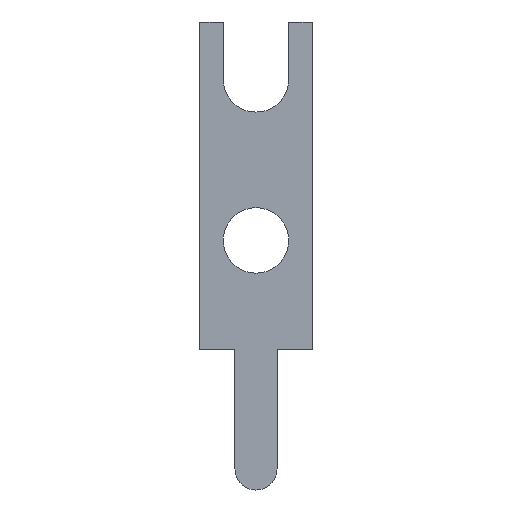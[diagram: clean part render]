
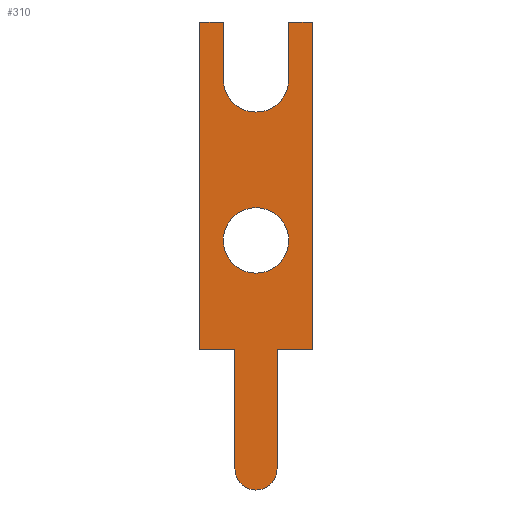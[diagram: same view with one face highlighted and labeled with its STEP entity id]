
A CAD part, front view. The second image highlights one B-rep face of the part: STEP entity #310.
In plain terms, the highlighted planar face has unit normal (0, -1, 0).
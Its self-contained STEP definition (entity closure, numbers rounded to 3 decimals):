
#24=VERTEX_POINT('',#25);
#25=CARTESIAN_POINT('',(-0.7,-0.25,5.775));
#29=ORIENTED_EDGE('',*,*,#30,.T.);
#30=EDGE_CURVE('',#24,#31,#33,.T.);
#31=VERTEX_POINT('',#32);
#32=CARTESIAN_POINT('',(-0.7,-0.25,7.));
#33=LINE('',#25,#34);
#34=VECTOR('',#35,1.);
#35=DIRECTION('',(0.,0.,1.));
#46=DIRECTION('',(-1.,0.,0.));
#52=ORIENTED_EDGE('',*,*,#53,.T.);
#53=EDGE_CURVE('',#31,#54,#56,.T.);
#54=VERTEX_POINT('',#55);
#55=CARTESIAN_POINT('',(-1.2,-0.25,7.));
#56=LINE('',#32,#57);
#57=VECTOR('',#46,1.);
#73=ORIENTED_EDGE('',*,*,#74,.T.);
#74=EDGE_CURVE('',#54,#75,#77,.T.);
#75=VERTEX_POINT('',#76);
#76=CARTESIAN_POINT('',(-1.2,-0.25,0.));
#77=LINE('',#55,#78);
#78=VECTOR('',#79,1.);
#79=DIRECTION('',(0.,0.,-1.));
#91=DIRECTION('',(1.,0.,0.));
#96=ORIENTED_EDGE('',*,*,#97,.T.);
#97=EDGE_CURVE('',#75,#98,#100,.T.);
#98=VERTEX_POINT('',#99);
#99=CARTESIAN_POINT('',(-0.45,-0.25,0.));
#100=LINE('',#76,#101);
#101=VECTOR('',#91,1.);
#117=ORIENTED_EDGE('',*,*,#118,.T.);
#118=EDGE_CURVE('',#98,#119,#121,.T.);
#119=VERTEX_POINT('',#120);
#120=CARTESIAN_POINT('',(-0.45,-0.25,-2.55));
#121=LINE('',#99,#78);
#136=ORIENTED_EDGE('',*,*,#137,.T.);
#137=EDGE_CURVE('',#119,#138,#140,.T.);
#138=VERTEX_POINT('',#139);
#139=CARTESIAN_POINT('',(0.45,-0.25,-2.55));
#140=CIRCLE('',#141,0.45);
#141=AXIS2_PLACEMENT_3D('',#142,#143,#91);
#142=CARTESIAN_POINT('',(0.,-0.25,-2.55));
#143=DIRECTION('',(0.,-1.,0.));
#164=VERTEX_POINT('',#165);
#165=CARTESIAN_POINT('',(0.45,-0.25,0.));
#169=EDGE_CURVE('',#164,#138,#170,.T.);
#170=LINE('',#165,#78);
#179=ORIENTED_EDGE('',*,*,#180,.T.);
#180=EDGE_CURVE('',#164,#181,#183,.T.);
#181=VERTEX_POINT('',#182);
#182=CARTESIAN_POINT('',(1.2,-0.25,0.));
#183=LINE('',#165,#101);
#199=ORIENTED_EDGE('',*,*,#200,.T.);
#200=EDGE_CURVE('',#181,#201,#203,.T.);
#201=VERTEX_POINT('',#202);
#202=CARTESIAN_POINT('',(1.2,-0.25,7.));
#203=LINE('',#182,#34);
#218=ORIENTED_EDGE('',*,*,#219,.T.);
#219=EDGE_CURVE('',#201,#220,#222,.T.);
#220=VERTEX_POINT('',#221);
#221=CARTESIAN_POINT('',(0.7,-0.25,7.));
#222=LINE('',#202,#57);
#237=ORIENTED_EDGE('',*,*,#238,.T.);
#238=EDGE_CURVE('',#220,#239,#241,.T.);
#239=VERTEX_POINT('',#240);
#240=CARTESIAN_POINT('',(0.7,-0.25,5.775));
#241=LINE('',#221,#78);
#256=EDGE_CURVE('',#24,#239,#257,.T.);
#257=CIRCLE('',#258,0.7);
#258=AXIS2_PLACEMENT_3D('',#259,#143,#91);
#259=CARTESIAN_POINT('',(0.,-0.25,5.775));
#274=VERTEX_POINT('',#275);
#275=CARTESIAN_POINT('',(0.7,-0.25,2.333));
#278=EDGE_CURVE('',#274,#274,#279,.T.);
#279=CIRCLE('',#280,0.7);
#280=AXIS2_PLACEMENT_3D('',#281,#143,#91);
#281=CARTESIAN_POINT('',(0.,-0.25,2.333));
#308=DIRECTION('',(0.,-1.,0.));
#309=DIRECTION('',(0.,0.,-1.));
#310=ADVANCED_FACE('',(#311,#315),#318,.T.);
#311=FACE_BOUND('',#312,.T.);
#312=EDGE_LOOP('',(#29,#52,#73,#96,#117,#136,#313,#179,#199,#218,    #237,#314));
#313=ORIENTED_EDGE('',*,*,#169,.F.);
#314=ORIENTED_EDGE('',*,*,#256,.F.);
#315=FACE_BOUND('',#316,.T.);
#316=EDGE_LOOP('',(#317));
#317=ORIENTED_EDGE('',*,*,#278,.F.);
#318=PLANE('',#319);
#319=AXIS2_PLACEMENT_3D('',#320,#308,#309);
#320=CARTESIAN_POINT('',(0.,-0.25,2.641));
